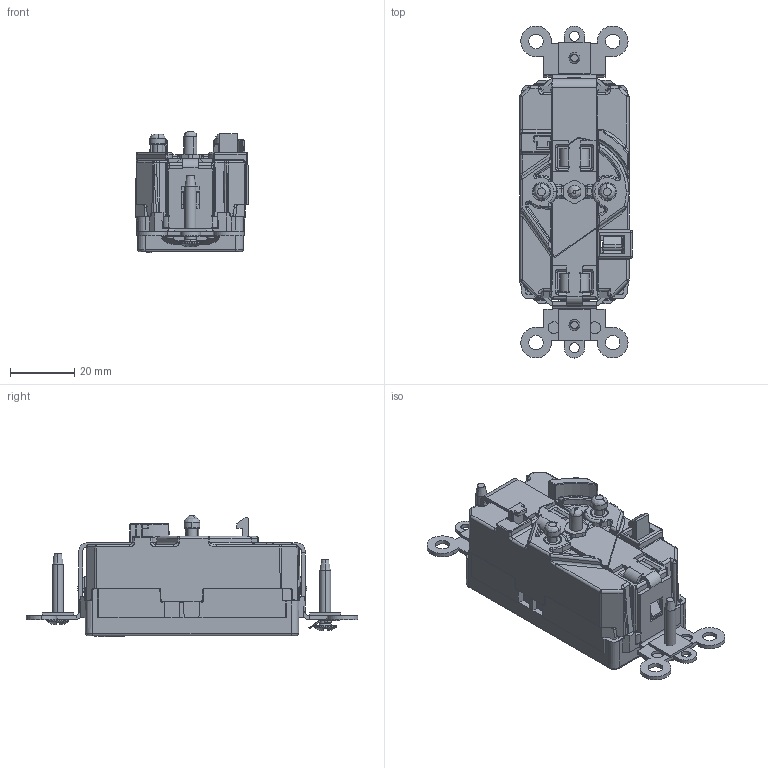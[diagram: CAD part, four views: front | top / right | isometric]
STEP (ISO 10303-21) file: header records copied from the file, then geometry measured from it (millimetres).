
FILE_DESCRIPTION (( 'STEP AP214' ), '1' );
FILE_NAME ('CATSTD-M1636-ILX-M01.STEP', '2020-09-30T14:13:24', ( '' ), ( '' ), 'SwSTEP 2.0', 'SolidWorks 2020', '' );
FILE_SCHEMA (( 'AUTOMOTIVE_DESIGN' ));
Length unit declared in the file: inch
Products named in the file (1): CATSTD-M1636-ILX-M01
Bounding box: 35.02 x 103.18 x 37.63 mm (x, y, z)
Volume: 21867.7 mm3; surface area: 27462.1 mm2
Topology: 11 solids, 21 shells, 2319 faces, 6066 edges, 3795 vertices
Faces by surface type: plane 1104, cylinder 661, bspline 344, cone 84, sphere 76, torus 50
Entity records: 106089 total; most frequent: CARTESIAN_POINT 22715, ORIENTED_EDGE 12082, DIRECTION 10018, EDGE_CURVE 6041, VERTEX_POINT 3795, LINE 3478, VECTOR 3478, AXIS2_PLACEMENT_3D 3270
